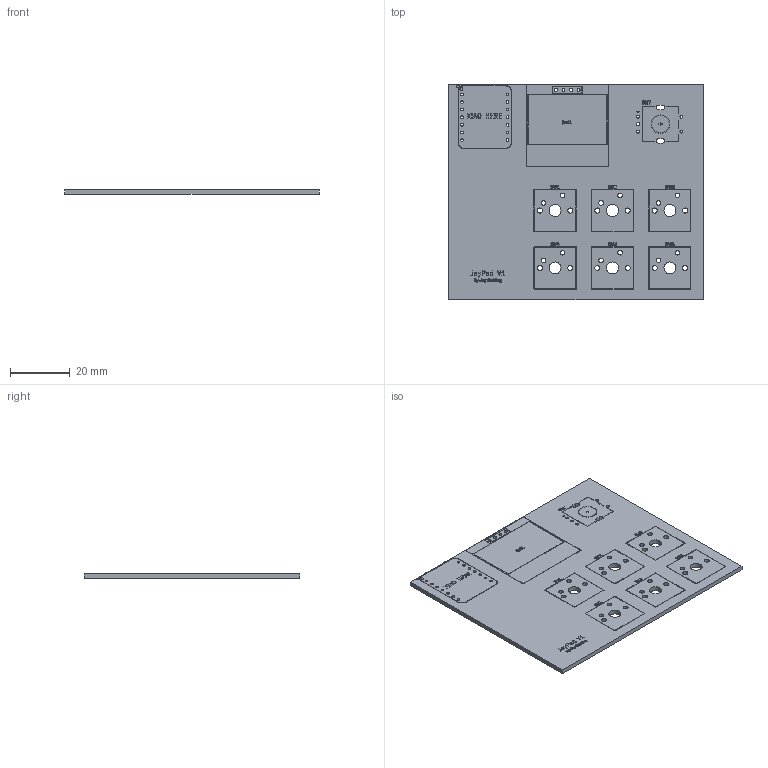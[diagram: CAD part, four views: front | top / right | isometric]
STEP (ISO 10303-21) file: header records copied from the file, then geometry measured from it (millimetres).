
FILE_DESCRIPTION(('KiCad electronic assembly'),'2;1');
FILE_NAME('jays-hackpad.step','2025-12-17T10:50:48',('Pcbnew'),('Kicad') ,'Open CASCADE STEP processor 7.8','KiCad to STEP converter','Unknown' );
FILE_SCHEMA(('AUTOMOTIVE_DESIGN { 1 0 10303 214 1 1 1 1 }'));
Length unit declared in the file: millimetre
Products named in the file (3): jays-hackpad 1; jays-hackpad_silkscreen; jays-hackpad_PCB
Assembly tree (2 placements, depth 2):
  jays-hackpad 1
    jays-hackpad_silkscreen
    jays-hackpad_PCB
Bounding box: 85 x 72 x 1.58 mm (x, y, z)
Volume: 9019.2 mm3; surface area: 12942.5 mm2
Topology: 1 solids, 74 shells, 140 faces, 1578 edges, 1513 vertices
Faces by surface type: plane 83, cylinder 57
Full cylindrical faces by diameter (mm): 0.889 x14, 1 x9, 1.5 x12, 1.7 x12, 4 x6
Entity records: 15410 total; most frequent: CARTESIAN_POINT 3234, DIRECTION 2319, ORIENTED_EDGE 1773, EDGE_CURVE 1578, VERTEX_POINT 1513, LINE 1123, VECTOR 1123, AXIS2_PLACEMENT_3D 598
